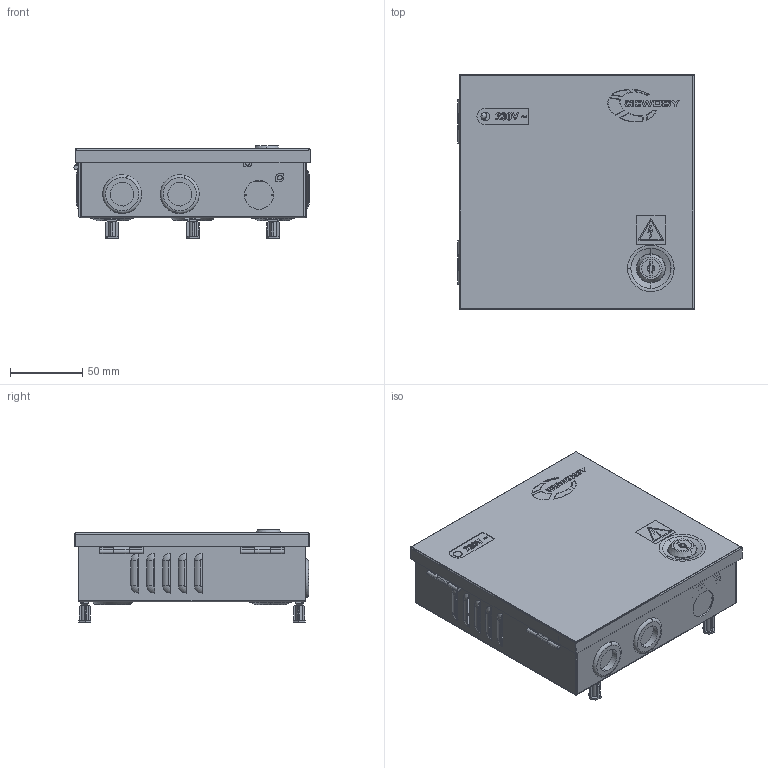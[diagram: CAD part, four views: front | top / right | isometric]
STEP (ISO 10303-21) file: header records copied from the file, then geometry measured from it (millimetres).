
FILE_DESCRIPTION (( 'STEP AP214' ), '1' );
FILE_NAME ('ADCCTV1203-04.STEP', '2021-08-02T11:49:18', ( '' ), ( '' ), 'SwSTEP 2.0', 'SolidWorks 2020', '' );
FILE_SCHEMA (( 'AUTOMOTIVE_DESIGN' ));
Length unit declared in the file: millimetre
Products named in the file (26): GreenLED-3mm; Parte 1 Deviatore a Rotella Panasonic AM5; EP0516-POLYSWITCH; Parte 3 Deviatore a Rotella Panasonic AM5; ADCCTV1203-04; CAM LOCK S; BOITIER ADCCTV1203-04_REV01; KF7.62_8P; User Library-chave-1_Valor predeterminado; ELECTRONIQUE ADCCTV1203-04_REV01; User Library-Pot - RES_VAR1; User Library-Portafusible Europeo CI; HB-9500_3P; Parte 4 Deviatore a Rotella Panasonic AM5; ISO 7046-1 - M3 x 6 - Z --- 6S_ISO 7046-1 - M3 x 6 - Z --- 6S; User Library-20mm diameter panel hole grommet; ENTRETOISE_H28; Deviatore a Rotella Panasonic AM5_LIBRE; ISO 7045 - M3 x 6 - Z --- 6S_ISO 7045 - M3 x 6 - Z --- 6S; EP0180-LED 5MM_VERT; EP0057-VARISTOR; capot ADCCTV1203-04; EP0180-LED 5MM_ROUGE; r6513-00_paroi 0.8mm; Parte 2 Deviatore a Rotella Panasonic AM5; ELEC ADCCTV1203-04_REV01
Assembly tree (41 placements, depth 3):
  ADCCTV1203-04
    BOITIER ADCCTV1203-04_REV01
    ELECTRONIQUE ADCCTV1203-04_REV01
      ELEC ADCCTV1203-04_REV01
      User Library-Portafusible Europeo CI
      User Library-chave-1_Valor predeterminado
      HB-9500_3P
      capot ADCCTV1203-04
      ENTRETOISE_H28  x2
      ISO 7046-1 - M3 x 6 - Z --- 6S_ISO 7046-1 - M3 x 6 - Z --- 6S  x2
      ISO 7045 - M3 x 6 - Z --- 6S_ISO 7045 - M3 x 6 - Z --- 6S  x3
      User Library-Pot - RES_VAR1
      EP0180-LED 5MM_VERT
      EP0516-POLYSWITCH  x4
      KF7.62_8P
      GreenLED-3mm  x4
      EP0057-VARISTOR  x4
      EP0180-LED 5MM_ROUGE
    Deviatore a Rotella Panasonic AM5_LIBRE
      Parte 1 Deviatore a Rotella Panasonic AM5
      Parte 2 Deviatore a Rotella Panasonic AM5
      Parte 3 Deviatore a Rotella Panasonic AM5
      Parte 4 Deviatore a Rotella Panasonic AM5
    r6513-00_paroi 0.8mm  x3
    User Library-20mm diameter panel hole grommet  x2
    CAM LOCK S
Bounding box: 164 x 163 x 64 mm (x, y, z)
Volume: 140528.3 mm3; surface area: 255145.7 mm2
Topology: 57 solids, 60 shells, 4678 faces, 12818 edges, 8473 vertices
Faces by surface type: plane 2750, cylinder 910, bspline 459, cone 315, torus 224, sphere 20
Entity records: 160121 total; most frequent: CARTESIAN_POINT 46725, ORIENTED_EDGE 21430, DIRECTION 18127, EDGE_CURVE 10719, VECTOR 7405, LINE 7405, VERTEX_POINT 7206, AXIS2_PLACEMENT_3D 5361
